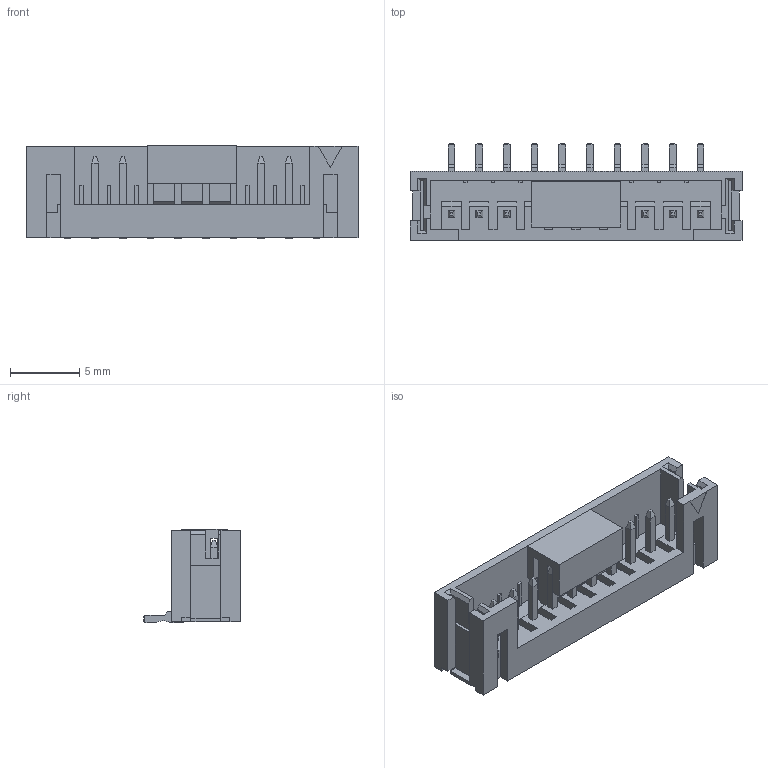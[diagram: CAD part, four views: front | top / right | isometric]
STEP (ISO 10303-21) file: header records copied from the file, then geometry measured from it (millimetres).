
FILE_DESCRIPTION(/* description */ ('Unknown'),/* implementation_level */ '2;1');
FILE_NAME(/* name */ '620310124022',/* time_stamp */ '2017-04-11T10:45:11+02:00',/* author */ ('Unknown'),/* organization */ ('Unknown'),/* preprocessor_version */ 'ST-DEVELOPER v16.7',/* originating_system */ 'DEX',/* authorisation */ $);
FILE_SCHEMA (('AUTOMOTIVE_DESIGN {1 0 10303 214 3 1 1}'));
Length unit declared in the file: millimetre
Products named in the file (5): 6203xx124022; 620310124022; 6203xx124022_PIN; 6203xx124022_Cap2; 6203xx124022_PATTE
Assembly tree (14 placements, depth 2):
  6203xx124022
    620310124022
    6203xx124022_PIN  x10
    6203xx124022_Cap2
    6203xx124022_PATTE  x2
Bounding box: 24 x 7.01 x 6.78 mm (x, y, z)
Volume: 383.3 mm3; surface area: 1373.5 mm2
Topology: 14 solids, 14 shells, 513 faces, 1405 edges, 906 vertices
Faces by surface type: plane 499, cylinder 14
Entity records: 9563 total; most frequent: CARTESIAN_POINT 1703, ORIENTED_EDGE 1694, DIRECTION 1449, EDGE_CURVE 847, LINE 841, VECTOR 841, VERTEX_POINT 558, AXIS2_PLACEMENT_3D 304
